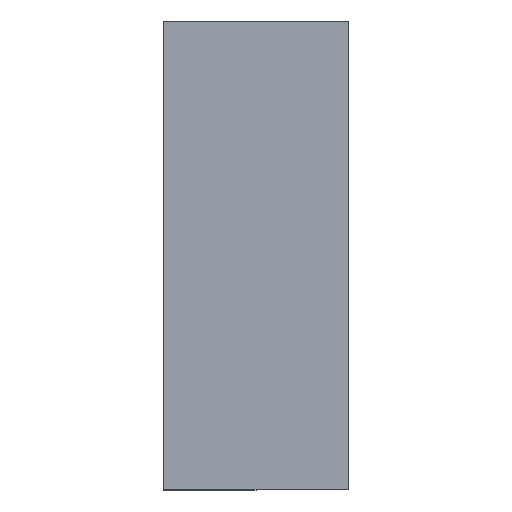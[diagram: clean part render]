
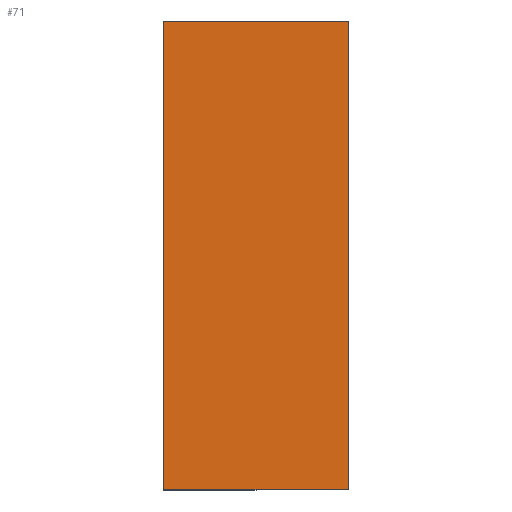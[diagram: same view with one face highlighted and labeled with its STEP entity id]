
A CAD part, left-side view. The second image highlights one B-rep face of the part: STEP entity #71.
In plain terms, the highlighted planar face has unit normal (-1, 0, 0).
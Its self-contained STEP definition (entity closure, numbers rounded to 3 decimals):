
#66=FACE_OUTER_BOUND('',#207,.T.);
#71=ADVANCED_FACE('',(#66),#98,.T.);
#98=PLANE('',#498);
#109=LINE('',#706,#125);
#110=LINE('',#708,#126);
#111=LINE('',#710,#127);
#112=LINE('',#712,#128);
#125=VECTOR('',#565,1.);
#126=VECTOR('',#568,1.);
#127=VECTOR('',#569,1.);
#128=VECTOR('',#570,1.);
#207=EDGE_LOOP('',(#280,#281,#282,#283));
#280=ORIENTED_EDGE('',*,*,#422,.F.);
#281=ORIENTED_EDGE('',*,*,#421,.F.);
#282=ORIENTED_EDGE('',*,*,#423,.T.);
#283=ORIENTED_EDGE('',*,*,#424,.T.);
#371=VERTEX_POINT('',#697);
#375=VERTEX_POINT('',#705);
#376=VERTEX_POINT('',#709);
#377=VERTEX_POINT('',#711);
#421=EDGE_CURVE('',#375,#371,#109,.T.);
#422=EDGE_CURVE('',#371,#376,#110,.T.);
#423=EDGE_CURVE('',#375,#377,#111,.T.);
#424=EDGE_CURVE('',#377,#376,#112,.T.);
#498=AXIS2_PLACEMENT_3D('',#713,#571,#572);
#565=DIRECTION('',(0.,1.,0.));
#568=DIRECTION('',(0.,0.,1.));
#569=DIRECTION('',(0.,0.,1.));
#570=DIRECTION('',(0.,1.,0.));
#571=DIRECTION('',(-1.,0.,0.));
#572=DIRECTION('',(0.,0.,1.));
#697=CARTESIAN_POINT('',(0.,0.,0.));
#705=CARTESIAN_POINT('',(0.,-15.,0.));
#706=CARTESIAN_POINT('',(0.,-7.5,0.));
#708=CARTESIAN_POINT('',(0.,0.,0.));
#709=CARTESIAN_POINT('',(0.,0.,38.));
#710=CARTESIAN_POINT('',(0.,-15.,0.));
#711=CARTESIAN_POINT('',(0.,-15.,38.));
#712=CARTESIAN_POINT('',(0.,-7.5,38.));
#713=CARTESIAN_POINT('',(0.,-7.5,0.));
